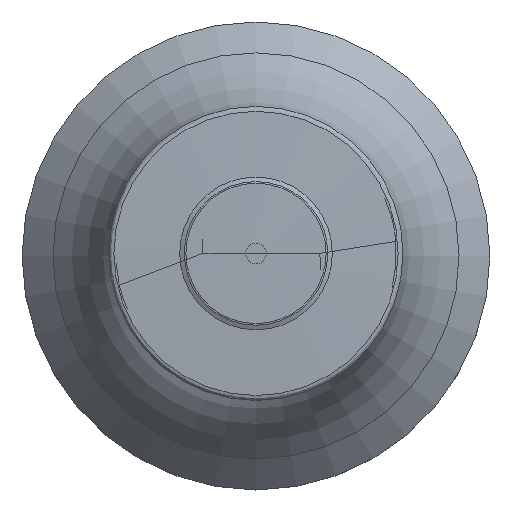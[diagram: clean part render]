
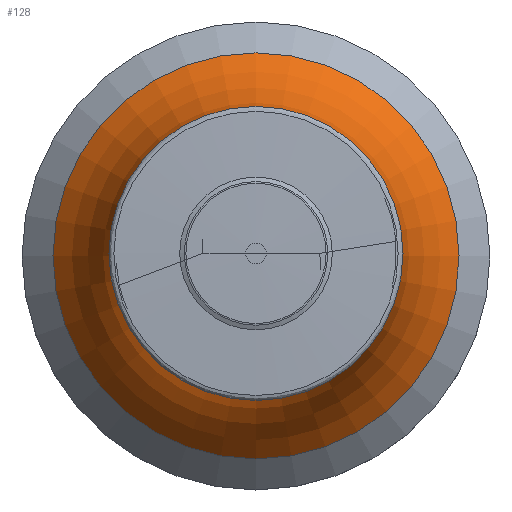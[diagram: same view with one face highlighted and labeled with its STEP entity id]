
A CAD part, top view. The second image highlights one B-rep face of the part: STEP entity #128.
In plain terms, the highlighted toroidal (fillet/blend) face has major radius 26.5 mm and minor radius 16 mm.
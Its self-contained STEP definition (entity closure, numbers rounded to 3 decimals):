
#67=TOROIDAL_SURFACE('',#443,26.5,16.);
#128=ADVANCED_FACE('',(#171,#172),#67,.F.);
#171=FACE_BOUND('',#217,.T.);
#172=FACE_BOUND('',#218,.T.);
#217=EDGE_LOOP('',(#282));
#218=EDGE_LOOP('',(#283));
#282=ORIENTED_EDGE('',*,*,#379,.F.);
#283=ORIENTED_EDGE('',*,*,#358,.F.);
#325=VERTEX_POINT('',#590);
#341=VERTEX_POINT('',#640);
#358=EDGE_CURVE('',#325,#325,#395,.T.);
#379=EDGE_CURVE('',#341,#341,#403,.T.);
#395=CIRCLE('',#419,10.5);
#403=CIRCLE('',#438,15.186);
#419=AXIS2_PLACEMENT_3D('',#589,#472,#473);
#438=AXIS2_PLACEMENT_3D('',#639,#517,#518);
#443=AXIS2_PLACEMENT_3D('',#647,#527,#528);
#472=DIRECTION('',(0.,0.,1.));
#473=DIRECTION('',(0.,-1.,0.));
#517=DIRECTION('',(0.,0.,-1.));
#518=DIRECTION('',(0.,1.,0.));
#527=DIRECTION('',(0.,0.,1.));
#528=DIRECTION('',(0.,-1.,0.));
#589=CARTESIAN_POINT('',(0.,0.,18.627));
#590=CARTESIAN_POINT('',(0.,-10.5,18.627));
#639=CARTESIAN_POINT('',(0.,0.,7.314));
#640=CARTESIAN_POINT('',(0.,15.186,7.314));
#647=CARTESIAN_POINT('',(0.,0.,18.627));
